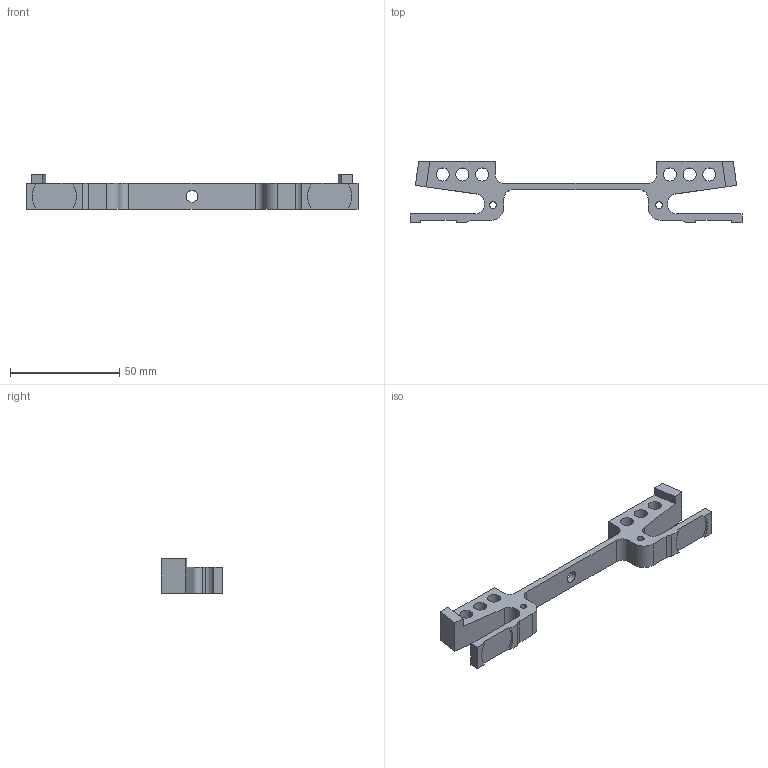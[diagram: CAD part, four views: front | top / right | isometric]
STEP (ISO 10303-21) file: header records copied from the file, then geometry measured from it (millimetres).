
FILE_DESCRIPTION(('CATIA V5 STEP Exchange'),'2;1');
FILE_NAME('ST_08022 (corps palette V3.stp','2021-03-08T08:45:03+00:00',('none'),('none'),'CATIA Version 5 Release 19 SP 2 (IN-10)','CATIA V5 STEP AP203','none');
FILE_SCHEMA(('CONFIG_CONTROL_DESIGN'));
Length unit declared in the file: millimetre
Products named in the file (1): ST_08022
Bounding box: 152 x 28 x 16 mm (x, y, z)
Volume: 17953.6 mm3; surface area: 10916.5 mm2
Topology: 1 solids, 1 shells, 70 faces, 204 edges, 136 vertices
Faces by surface type: cylinder 38, plane 32
Entity records: 2226 total; most frequent: ORIENTED_EDGE 408, CARTESIAN_POINT 387, DIRECTION 296, EDGE_CURVE 204, VERTEX_POINT 136, VECTOR 128, LINE 128, AXIS2_PLACEMENT_3D 123
